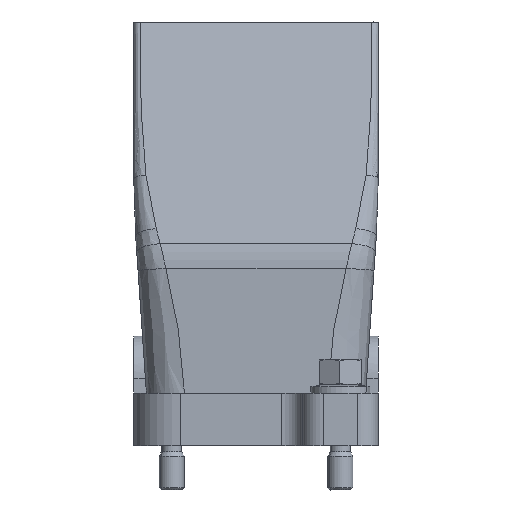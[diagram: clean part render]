
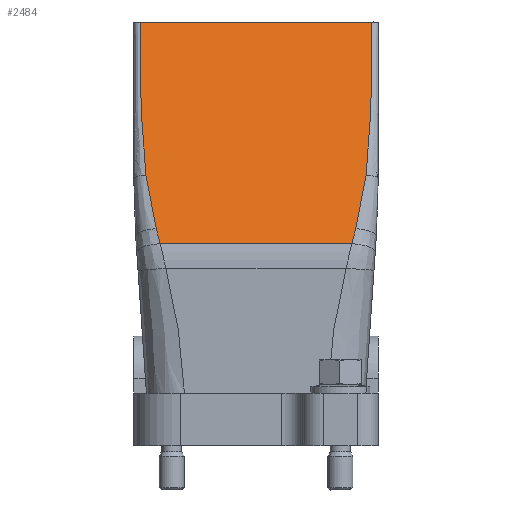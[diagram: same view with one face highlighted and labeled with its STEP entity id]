
A CAD part, front view. The second image highlights one B-rep face of the part: STEP entity #2484.
In plain terms, the highlighted planar face has unit normal (0, -0.956, 0.293).
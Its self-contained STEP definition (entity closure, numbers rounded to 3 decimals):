
#2408=AXIS2_PLACEMENT_3D('Plane Axis2P3D',#2405,#2406,#2407) ;
#2025=CARTESIAN_POINT('Vertex',(52.661,22.964,61.971)) ;
#2029=CARTESIAN_POINT('Control Point',(51.74,21.879,58.435)) ;
#2030=CARTESIAN_POINT('Control Point',(51.827,21.981,58.766)) ;
#2031=CARTESIAN_POINT('Control Point',(51.914,22.082,59.097)) ;
#2032=CARTESIAN_POINT('Control Point',(52.001,22.184,59.429)) ;
#2033=CARTESIAN_POINT('Control Point',(52.186,22.401,60.137)) ;
#2034=CARTESIAN_POINT('Control Point',(52.37,22.618,60.844)) ;
#2035=CARTESIAN_POINT('Control Point',(52.467,22.733,61.22)) ;
#2036=CARTESIAN_POINT('Control Point',(52.564,22.848,61.595)) ;
#2037=CARTESIAN_POINT('Control Point',(52.661,22.964,61.971)) ;
#2038=CARTESIAN_POINT('Vertex',(51.74,21.879,58.435)) ;
#2384=CARTESIAN_POINT('Vertex',(55.101,26.855,74.66)) ;
#2388=CARTESIAN_POINT('Control Point',(52.661,22.964,61.971)) ;
#2389=CARTESIAN_POINT('Control Point',(52.67,22.975,62.008)) ;
#2390=CARTESIAN_POINT('Control Point',(52.68,22.986,62.045)) ;
#2391=CARTESIAN_POINT('Control Point',(52.69,22.998,62.083)) ;
#2392=CARTESIAN_POINT('Control Point',(53.341,23.765,64.585)) ;
#2393=CARTESIAN_POINT('Control Point',(53.924,24.539,67.106)) ;
#2394=CARTESIAN_POINT('Control Point',(54.412,25.305,69.607)) ;
#2395=CARTESIAN_POINT('Control Point',(54.803,26.079,72.128)) ;
#2396=CARTESIAN_POINT('Control Point',(55.101,26.855,74.66)) ;
#2405=CARTESIAN_POINT('Axis2P3D Location',(29.,38.,111.)) ;
#2411=CARTESIAN_POINT('Control Point',(2.899,26.855,74.66)) ;
#2412=CARTESIAN_POINT('Control Point',(2.13,28.89,81.295)) ;
#2413=CARTESIAN_POINT('Control Point',(1.693,30.932,87.955)) ;
#2414=CARTESIAN_POINT('Control Point',(1.536,32.977,94.622)) ;
#2415=CARTESIAN_POINT('Control Point',(1.503,35.184,101.818)) ;
#2416=CARTESIAN_POINT('Control Point',(1.5,37.391,109.014)) ;
#2417=CARTESIAN_POINT('Control Point',(1.5,37.59,109.663)) ;
#2418=CARTESIAN_POINT('Control Point',(1.5,37.799,110.343)) ;
#2419=CARTESIAN_POINT('Control Point',(1.5,38.,111.)) ;
#2420=CARTESIAN_POINT('Vertex',(1.5,38.,111.)) ;
#2422=CARTESIAN_POINT('Vertex',(2.899,26.855,74.66)) ;
#2426=CARTESIAN_POINT('Control Point',(5.339,22.964,61.971)) ;
#2427=CARTESIAN_POINT('Control Point',(5.33,22.975,62.008)) ;
#2428=CARTESIAN_POINT('Control Point',(5.32,22.986,62.045)) ;
#2429=CARTESIAN_POINT('Control Point',(5.31,22.998,62.083)) ;
#2430=CARTESIAN_POINT('Control Point',(4.659,23.765,64.585)) ;
#2431=CARTESIAN_POINT('Control Point',(4.076,24.539,67.106)) ;
#2432=CARTESIAN_POINT('Control Point',(3.588,25.305,69.607)) ;
#2433=CARTESIAN_POINT('Control Point',(3.197,26.079,72.128)) ;
#2434=CARTESIAN_POINT('Control Point',(2.899,26.855,74.66)) ;
#2435=CARTESIAN_POINT('Vertex',(5.339,22.964,61.971)) ;
#2439=CARTESIAN_POINT('Control Point',(6.26,21.879,58.435)) ;
#2440=CARTESIAN_POINT('Control Point',(6.173,21.981,58.766)) ;
#2441=CARTESIAN_POINT('Control Point',(6.086,22.082,59.097)) ;
#2442=CARTESIAN_POINT('Control Point',(5.999,22.184,59.429)) ;
#2443=CARTESIAN_POINT('Control Point',(5.814,22.401,60.137)) ;
#2444=CARTESIAN_POINT('Control Point',(5.63,22.618,60.844)) ;
#2445=CARTESIAN_POINT('Control Point',(5.533,22.733,61.22)) ;
#2446=CARTESIAN_POINT('Control Point',(5.436,22.848,61.595)) ;
#2447=CARTESIAN_POINT('Control Point',(5.339,22.964,61.971)) ;
#2448=CARTESIAN_POINT('Vertex',(6.26,21.879,58.435)) ;
#2451=CARTESIAN_POINT('Line Origine',(29.,21.879,58.435)) ;
#2457=CARTESIAN_POINT('Control Point',(55.101,26.855,74.66)) ;
#2458=CARTESIAN_POINT('Control Point',(55.87,28.89,81.295)) ;
#2459=CARTESIAN_POINT('Control Point',(56.307,30.932,87.955)) ;
#2460=CARTESIAN_POINT('Control Point',(56.464,32.977,94.622)) ;
#2461=CARTESIAN_POINT('Control Point',(56.497,35.184,101.818)) ;
#2462=CARTESIAN_POINT('Control Point',(56.5,37.391,109.014)) ;
#2463=CARTESIAN_POINT('Control Point',(56.5,37.59,109.663)) ;
#2464=CARTESIAN_POINT('Control Point',(56.5,37.799,110.343)) ;
#2465=CARTESIAN_POINT('Control Point',(56.5,38.,111.)) ;
#2466=CARTESIAN_POINT('Vertex',(56.5,38.,111.)) ;
#2469=CARTESIAN_POINT('Line Origine',(29.,38.,111.)) ;
#2406=DIRECTION('Axis2P3D Direction',(0.,0.956,-0.293)) ;
#2407=DIRECTION('Axis2P3D XDirection',(0.,-0.293,-0.956)) ;
#2452=DIRECTION('Vector Direction',(-1.,0.,0.)) ;
#2470=DIRECTION('Vector Direction',(-1.,0.,0.)) ;
#2453=VECTOR('Line Direction',#2452,1.) ;
#2471=VECTOR('Line Direction',#2470,1.) ;
#2475=ORIENTED_EDGE('',*,*,#2424,.T.) ;
#2476=ORIENTED_EDGE('',*,*,#2437,.T.) ;
#2477=ORIENTED_EDGE('',*,*,#2450,.T.) ;
#2478=ORIENTED_EDGE('',*,*,#2455,.F.) ;
#2479=ORIENTED_EDGE('',*,*,#2040,.F.) ;
#2480=ORIENTED_EDGE('',*,*,#2397,.F.) ;
#2481=ORIENTED_EDGE('',*,*,#2468,.F.) ;
#2482=ORIENTED_EDGE('',*,*,#2473,.T.) ;
#2484=ADVANCED_FACE('Hood',(#2483),#2409,.F.) ;
#2028=B_SPLINE_CURVE_WITH_KNOTS('',5,(#2029,#2030,#2031,#2032,#2033,#2034,#2035,#2036,#2037),.UNSPECIFIED.,.F.,.U.,(6,3,6),(88.453,91.535,95.02),.UNSPECIFIED.) ;
#2387=B_SPLINE_CURVE_WITH_KNOTS('',5,(#2388,#2389,#2390,#2391,#2392,#2393,#2394,#2395,#2396),.UNSPECIFIED.,.F.,.U.,(6,3,6),(94.522,94.873,118.129),.UNSPECIFIED.) ;
#2410=B_SPLINE_CURVE_WITH_KNOTS('',5,(#2411,#2412,#2413,#2414,#2415,#2416,#2417,#2418,#2419),.UNSPECIFIED.,.F.,.U.,(6,3,6),(118.983,179.342,184.16),.UNSPECIFIED.) ;
#2425=B_SPLINE_CURVE_WITH_KNOTS('',5,(#2426,#2427,#2428,#2429,#2430,#2431,#2432,#2433,#2434),.UNSPECIFIED.,.F.,.U.,(6,3,6),(94.522,94.873,118.129),.UNSPECIFIED.) ;
#2438=B_SPLINE_CURVE_WITH_KNOTS('',5,(#2439,#2440,#2441,#2442,#2443,#2444,#2445,#2446,#2447),.UNSPECIFIED.,.F.,.U.,(6,3,6),(88.453,91.535,95.02),.UNSPECIFIED.) ;
#2456=B_SPLINE_CURVE_WITH_KNOTS('',5,(#2457,#2458,#2459,#2460,#2461,#2462,#2463,#2464,#2465),.UNSPECIFIED.,.F.,.U.,(6,3,6),(118.983,179.342,184.159),.UNSPECIFIED.) ;
#2040=EDGE_CURVE('',#2026,#2039,#2028,.F.) ;
#2397=EDGE_CURVE('',#2385,#2026,#2387,.F.) ;
#2424=EDGE_CURVE('',#2421,#2423,#2410,.F.) ;
#2437=EDGE_CURVE('',#2423,#2436,#2425,.F.) ;
#2450=EDGE_CURVE('',#2436,#2449,#2438,.F.) ;
#2455=EDGE_CURVE('',#2039,#2449,#2454,.T.) ;
#2468=EDGE_CURVE('',#2467,#2385,#2456,.F.) ;
#2473=EDGE_CURVE('',#2467,#2421,#2472,.T.) ;
#2474=EDGE_LOOP('',(#2475,#2476,#2477,#2478,#2479,#2480,#2481,#2482)) ;
#2483=FACE_OUTER_BOUND('',#2474,.T.) ;
#2454=LINE('Line',#2451,#2453) ;
#2472=LINE('Line',#2469,#2471) ;
#2409=PLANE('',#2408) ;
#2026=VERTEX_POINT('',#2025) ;
#2039=VERTEX_POINT('',#2038) ;
#2385=VERTEX_POINT('',#2384) ;
#2421=VERTEX_POINT('',#2420) ;
#2423=VERTEX_POINT('',#2422) ;
#2436=VERTEX_POINT('',#2435) ;
#2449=VERTEX_POINT('',#2448) ;
#2467=VERTEX_POINT('',#2466) ;
